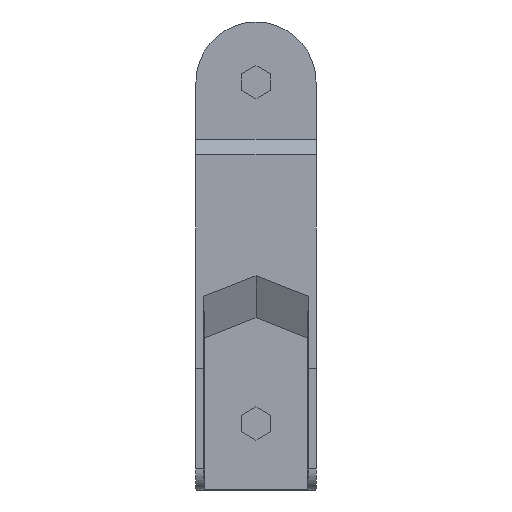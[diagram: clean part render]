
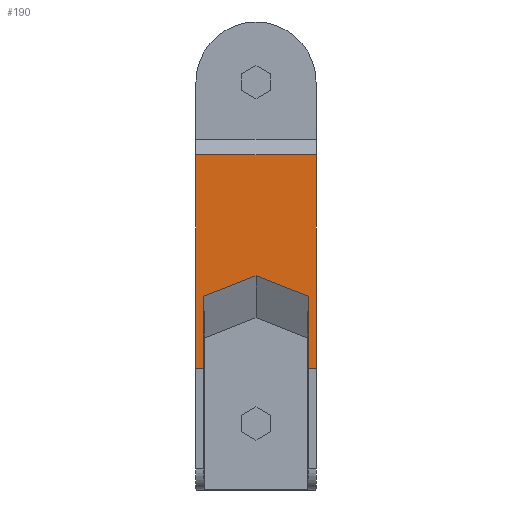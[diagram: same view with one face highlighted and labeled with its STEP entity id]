
A CAD part, front view. The second image highlights one B-rep face of the part: STEP entity #190.
In plain terms, the highlighted planar face has unit normal (0, -1, 0).
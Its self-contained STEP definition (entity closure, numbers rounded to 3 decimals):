
#190=ADVANCED_FACE('',(#399),#400,.T.);
#399=FACE_OUTER_BOUND('',#624,.T.);
#400=PLANE('',#625);
#624=EDGE_LOOP('',(#1136,#1137,#1138,#1139,#1140,#1141,#1142,#1143,#1144));
#625=AXIS2_PLACEMENT_3D('',#1145,#1146,#1147);
#1136=ORIENTED_EDGE('',*,*,#1537,.T.);
#1137=ORIENTED_EDGE('',*,*,#1538,.T.);
#1138=ORIENTED_EDGE('',*,*,#1539,.T.);
#1139=ORIENTED_EDGE('',*,*,#1540,.T.);
#1140=ORIENTED_EDGE('',*,*,#1541,.T.);
#1141=ORIENTED_EDGE('',*,*,#1542,.F.);
#1142=ORIENTED_EDGE('',*,*,#1543,.T.);
#1143=ORIENTED_EDGE('',*,*,#1527,.F.);
#1144=ORIENTED_EDGE('',*,*,#1544,.T.);
#1145=CARTESIAN_POINT('',(-27.0,-52.5,-33.0));
#1146=DIRECTION('',(0.0,-1.0,0.0));
#1147=DIRECTION('',(0.0,0.0,-1.0));
#1527=EDGE_CURVE('',#1878,#1879,#1880,.T.);
#1537=EDGE_CURVE('',#1896,#1897,#1898,.T.);
#1538=EDGE_CURVE('',#1897,#1899,#1900,.T.);
#1539=EDGE_CURVE('',#1899,#1901,#1902,.T.);
#1540=EDGE_CURVE('',#1901,#1903,#1904,.T.);
#1541=EDGE_CURVE('',#1903,#1905,#1906,.T.);
#1542=EDGE_CURVE('',#1907,#1905,#1908,.T.);
#1543=EDGE_CURVE('',#1907,#1879,#1909,.T.);
#1544=EDGE_CURVE('',#1878,#1896,#1910,.T.);
#1878=VERTEX_POINT('',#2386);
#1879=VERTEX_POINT('',#2387);
#1880=LINE('',#2388,#2389);
#1896=VERTEX_POINT('',#2412);
#1897=VERTEX_POINT('',#2413);
#1898=LINE('',#2414,#2415);
#1899=VERTEX_POINT('',#2416);
#1900=LINE('',#2417,#2418);
#1901=VERTEX_POINT('',#2419);
#1902=LINE('',#2420,#2421);
#1903=VERTEX_POINT('',#2422);
#1904=LINE('',#2423,#2424);
#1905=VERTEX_POINT('',#2425);
#1906=LINE('',#2426,#2427);
#1907=VERTEX_POINT('',#2428);
#1908=LINE('',#2429,#2430);
#1909=LINE('',#2431,#2432);
#1910=LINE('',#2433,#2434);
#2386=CARTESIAN_POINT('',(27.393,-52.5,-33.0));
#2387=CARTESIAN_POINT('',(27.393,-52.5,-130.0));
#2388=CARTESIAN_POINT('',(27.393,-52.5,-33.0));
#2389=VECTOR('',#2682,97.0);
#2412=CARTESIAN_POINT('',(-27.393,-52.5,-33.0));
#2413=CARTESIAN_POINT('',(-27.393,-52.5,-130.0));
#2414=CARTESIAN_POINT('',(-27.393,-52.5,-33.0));
#2415=VECTOR('',#2693,97.0);
#2416=CARTESIAN_POINT('',(-23.666,-52.5,-130.0));
#2417=CARTESIAN_POINT('',(-27.393,-52.5,-130.0));
#2418=VECTOR('',#2694,3.727);
#2419=CARTESIAN_POINT('',(-23.666,-52.5,-97.269));
#2420=CARTESIAN_POINT('',(-23.666,-52.5,-130.0));
#2421=VECTOR('',#2695,32.731);
#2422=CARTESIAN_POINT('',(0.0,-52.5,-87.938));
#2423=CARTESIAN_POINT('',(-23.666,-52.5,-97.269));
#2424=VECTOR('',#2696,25.439);
#2425=CARTESIAN_POINT('',(23.666,-52.5,-97.269));
#2426=CARTESIAN_POINT('',(0.0,-52.5,-87.938));
#2427=VECTOR('',#2697,25.439);
#2428=CARTESIAN_POINT('',(23.666,-52.5,-130.0));
#2429=CARTESIAN_POINT('',(23.666,-52.5,-130.0));
#2430=VECTOR('',#2698,32.731);
#2431=CARTESIAN_POINT('',(23.666,-52.5,-130.0));
#2432=VECTOR('',#2699,3.727);
#2433=CARTESIAN_POINT('',(27.393,-52.5,-33.0));
#2434=VECTOR('',#2700,54.785);
#2682=DIRECTION('',(0.0,0.0,-1.0));
#2693=DIRECTION('',(0.0,0.0,-1.0));
#2694=DIRECTION('',(1.0,0.0,0.0));
#2695=DIRECTION('',(0.0,0.0,1.0));
#2696=DIRECTION('',(0.93,0.0,0.367));
#2697=DIRECTION('',(0.93,0.0,-0.367));
#2698=DIRECTION('',(0.0,0.0,1.0));
#2699=DIRECTION('',(1.0,0.0,0.0));
#2700=DIRECTION('',(-1.0,0.0,0.0));
